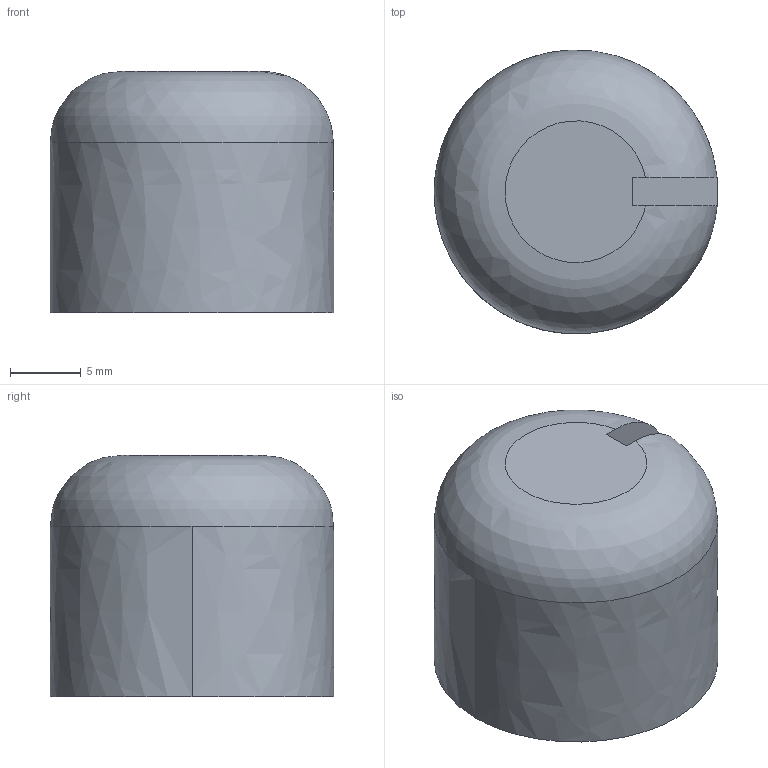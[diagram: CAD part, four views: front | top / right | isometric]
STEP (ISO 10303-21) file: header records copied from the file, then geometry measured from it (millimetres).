
FILE_DESCRIPTION(/* description */ (''),/* implementation_level */ '2;1');
FILE_NAME(/* name */ 'BOUTON~1',/* time_stamp */ '2020-10-22T14:12:42+02:00',/* author */ (''),/* organization */ (''),/* preprocessor_version */ 'ST-DEVELOPER v16.5',/* originating_system */ '',/* authorisation */ '');
FILE_SCHEMA (('AUTOMOTIVE_DESIGN'));
Length unit declared in the file: millimetre
Products named in the file (1): Document
Bounding box: 20 x 20 x 17 mm (x, y, z)
Volume: 3697.9 mm3; surface area: 2475.5 mm2
Topology: 1 solids, 1 shells, 20 faces, 45 edges, 30 vertices
Faces by surface type: bspline 11, plane 9
Entity records: 897 total; most frequent: CARTESIAN_POINT 603, ORIENTED_EDGE 90, EDGE_CURVE 45, VERTEX_POINT 30, EDGE_LOOP 23, ADVANCED_FACE 20, FACE_OUTER_BOUND 20, DIRECTION 13
